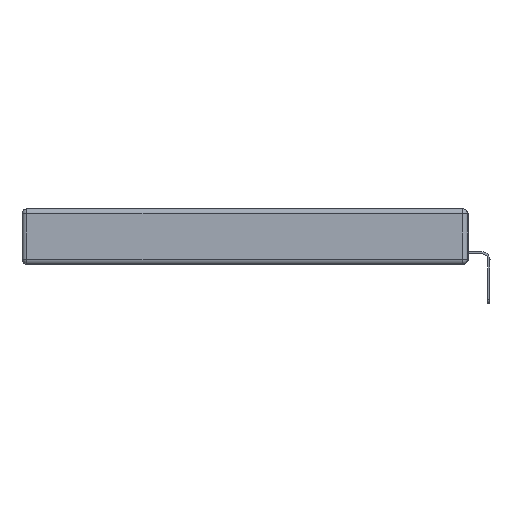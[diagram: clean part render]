
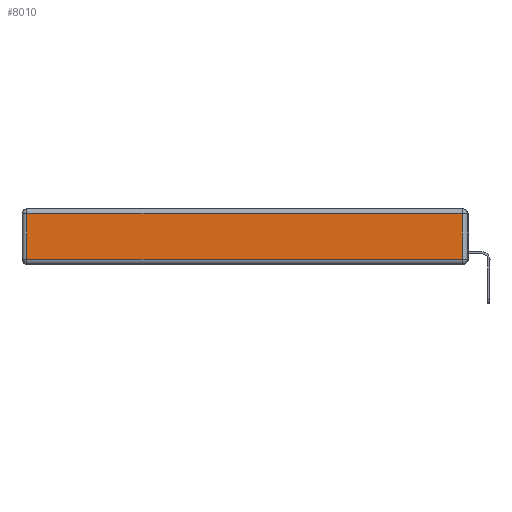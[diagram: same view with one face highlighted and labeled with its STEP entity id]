
A CAD part, left-side view. The second image highlights one B-rep face of the part: STEP entity #8010.
In plain terms, the highlighted planar face has unit normal (-1, 0, 0).
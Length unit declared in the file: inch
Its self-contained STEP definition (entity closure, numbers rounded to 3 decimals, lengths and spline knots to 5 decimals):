
#181 = DIRECTION ( 'NONE',  ( -1., 0., 0. ) ) ;
#769 = CARTESIAN_POINT ( 'NONE',  ( 0., 0., -0.313 ) ) ;
#1291 = VECTOR ( 'NONE', #8859, 39.37008 ) ;
#1344 = LINE ( 'NONE', #9584, #4527 ) ;
#2033 = CARTESIAN_POINT ( 'NONE',  ( 0., 0.03, -0.343 ) ) ;
#3148 = PLANE ( 'NONE',  #13473 ) ;
#3721 = CARTESIAN_POINT ( 'NONE',  ( 0., 2.72, -0.313 ) ) ;
#4228 = EDGE_CURVE ( 'NONE', #11220, #15322, #16582, .T. ) ;
#4527 = VECTOR ( 'NONE', #8210, 39.37008 ) ;
#5593 = ORIENTED_EDGE ( 'NONE', *, *, #4228, .T. ) ;
#5603 = CARTESIAN_POINT ( 'NONE',  ( 0., 2.72, -0.03 ) ) ;
#6216 = EDGE_CURVE ( 'NONE', #11960, #7732, #11063, .T. ) ;
#7204 = VECTOR ( 'NONE', #7410, 39.37008 ) ;
#7410 = DIRECTION ( 'NONE',  ( 0., 0., 1. ) ) ;
#7628 = ORIENTED_EDGE ( 'NONE', *, *, #6216, .T. ) ;
#7732 = VERTEX_POINT ( 'NONE', #15800 ) ;
#7876 = LINE ( 'NONE', #769, #13819 ) ;
#8010 = ADVANCED_FACE ( 'NONE', ( #9274 ), #3148, .T. ) ;
#8210 = DIRECTION ( 'NONE',  ( 0., 1., 0. ) ) ;
#8643 = DIRECTION ( 'NONE',  ( 0., 0., 1. ) ) ;
#8859 = DIRECTION ( 'NONE',  ( 0., 0., -1. ) ) ;
#9274 = FACE_OUTER_BOUND ( 'NONE', #16699, .T. ) ;
#9584 = CARTESIAN_POINT ( 'NONE',  ( 0., 2.75, -0.03 ) ) ;
#11063 = LINE ( 'NONE', #2033, #7204 ) ;
#11220 = VERTEX_POINT ( 'NONE', #5603 ) ;
#11560 = DIRECTION ( 'NONE',  ( 0., -1., 0. ) ) ;
#11960 = VERTEX_POINT ( 'NONE', #12331 ) ;
#12331 = CARTESIAN_POINT ( 'NONE',  ( 0., 0.03, -0.313 ) ) ;
#13473 = AXIS2_PLACEMENT_3D ( 'NONE', #16736, #181, #8643 ) ;
#13805 = EDGE_CURVE ( 'NONE', #7732, #11220, #1344, .T. ) ;
#13819 = VECTOR ( 'NONE', #11560, 39.37008 ) ;
#14429 = ORIENTED_EDGE ( 'NONE', *, *, #17139, .T. ) ;
#15161 = ORIENTED_EDGE ( 'NONE', *, *, #13805, .T. ) ;
#15322 = VERTEX_POINT ( 'NONE', #3721 ) ;
#15800 = CARTESIAN_POINT ( 'NONE',  ( 0., 0.03, -0.03 ) ) ;
#16582 = LINE ( 'NONE', #16966, #1291 ) ;
#16699 = EDGE_LOOP ( 'NONE', ( #14429, #7628, #15161, #5593 ) ) ;
#16736 = CARTESIAN_POINT ( 'NONE',  ( 0., 0., -0.343 ) ) ;
#16966 = CARTESIAN_POINT ( 'NONE',  ( 0., 2.72, -0.343 ) ) ;
#17139 = EDGE_CURVE ( 'NONE', #15322, #11960, #7876, .T. ) ;
